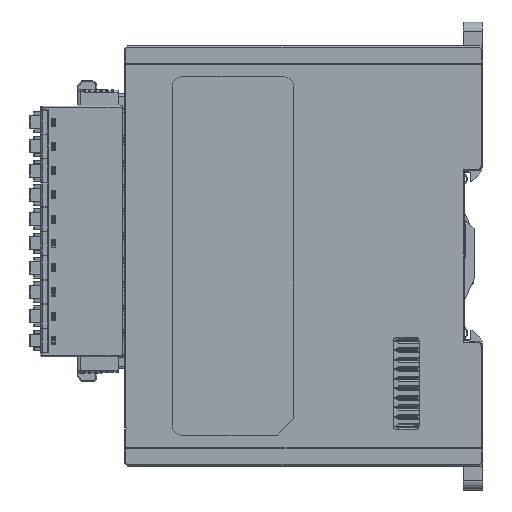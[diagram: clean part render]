
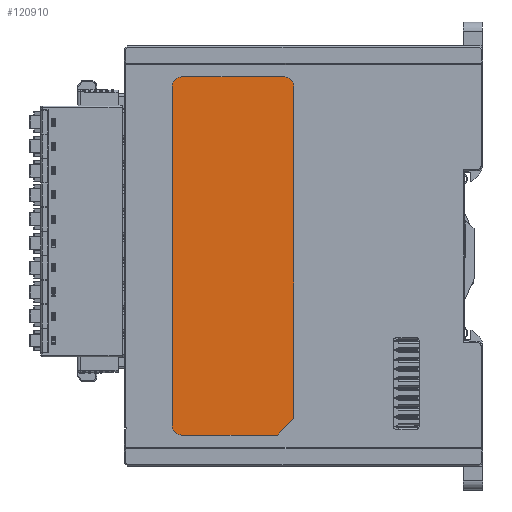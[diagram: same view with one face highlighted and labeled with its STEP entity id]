
A CAD part, left-side view. The second image highlights one B-rep face of the part: STEP entity #120910.
In plain terms, the highlighted planar face has unit normal (-1, 0, 0).
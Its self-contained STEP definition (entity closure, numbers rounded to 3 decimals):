
#2297=CIRCLE('',#127806,2.);
#2298=CIRCLE('',#127809,2.);
#2299=CIRCLE('',#127812,2.);
#6731=VERTEX_POINT('',#168054);
#6732=VERTEX_POINT('',#168055);
#6733=VERTEX_POINT('',#168060);
#6734=VERTEX_POINT('',#168064);
#6735=VERTEX_POINT('',#168068);
#6736=VERTEX_POINT('',#168072);
#6737=VERTEX_POINT('',#168076);
#6738=VERTEX_POINT('',#168078);
#19320=VECTOR('',#138239,1.);
#19324=VECTOR('',#138248,1.);
#19328=VECTOR('',#138257,1.);
#19329=VECTOR('',#138259,1.);
#19330=VECTOR('',#138260,1.);
#34661=LINE('',#168053,#19320);
#34665=LINE('',#168063,#19324);
#34669=LINE('',#168073,#19328);
#34670=LINE('',#168075,#19329);
#34671=LINE('',#168077,#19330);
#50043=EDGE_CURVE('',#6731,#6732,#34661,.T.);
#50046=EDGE_CURVE('',#6732,#6733,#2297,.T.);
#50048=EDGE_CURVE('',#6733,#6734,#34665,.T.);
#50050=EDGE_CURVE('',#6734,#6735,#2298,.T.);
#50053=EDGE_CURVE('',#6735,#6736,#34669,.T.);
#50054=EDGE_CURVE('',#6737,#6736,#34670,.T.);
#50055=EDGE_CURVE('',#6737,#6738,#34671,.T.);
#50056=EDGE_CURVE('',#6738,#6731,#2299,.T.);
#70112=ORIENTED_EDGE('',*,*,#50053,.T.);
#70113=ORIENTED_EDGE('',*,*,#50054,.F.);
#70114=ORIENTED_EDGE('',*,*,#50055,.T.);
#70115=ORIENTED_EDGE('',*,*,#50056,.T.);
#70116=ORIENTED_EDGE('',*,*,#50043,.T.);
#70117=ORIENTED_EDGE('',*,*,#50046,.T.);
#70118=ORIENTED_EDGE('',*,*,#50048,.T.);
#70119=ORIENTED_EDGE('',*,*,#50050,.T.);
#106488=EDGE_LOOP('',(#70112,#70113,#70114,#70115,#70116,#70117,#70118,
#70119));
#113711=FACE_BOUND('',#106488,.T.);
#120910=ADVANCED_FACE('',(#113711),#219334,.T.);
#127806=AXIS2_PLACEMENT_3D('',#168059,#138244,#138245);
#127809=AXIS2_PLACEMENT_3D('',#168067,#138252,#138253);
#127811=AXIS2_PLACEMENT_3D('',#168074,#138258,$);
#127812=AXIS2_PLACEMENT_3D('',#168079,#138261,#138262);
#138239=DIRECTION('',(0.,1.,0.));
#138244=DIRECTION('',(-1.,0.,0.));
#138245=DIRECTION('',(0.,0.,2.));
#138248=DIRECTION('',(0.,0.,-1.));
#138252=DIRECTION('',(-1.,0.,0.));
#138253=DIRECTION('',(0.,2.,0.));
#138257=DIRECTION('',(0.,-1.,0.));
#138258=DIRECTION('',(-1.,0.,0.));
#138259=DIRECTION('',(0.,0.707,-0.707));
#138260=DIRECTION('',(0.,0.,1.));
#138261=DIRECTION('',(-1.,0.,0.));
#138262=DIRECTION('',(0.,-2.,0.));
#168053=CARTESIAN_POINT('',(0.2,-33.5,37.5));
#168054=CARTESIAN_POINT('',(0.2,-33.5,37.5));
#168055=CARTESIAN_POINT('',(0.2,-12.,37.5));
#168059=CARTESIAN_POINT('',(0.2,-12.,35.5));
#168060=CARTESIAN_POINT('',(0.2,-10.,35.5));
#168063=CARTESIAN_POINT('',(0.2,-10.,35.5));
#168064=CARTESIAN_POINT('',(0.2,-10.,-35.5));
#168067=CARTESIAN_POINT('',(0.2,-12.,-35.5));
#168068=CARTESIAN_POINT('',(0.2,-12.,-37.5));
#168072=CARTESIAN_POINT('',(0.2,-32.,-37.5));
#168073=CARTESIAN_POINT('',(0.2,-12.,-37.5));
#168074=CARTESIAN_POINT('',(0.2,0.,0.));
#168075=CARTESIAN_POINT('',(0.2,-35.5,-34.));
#168076=CARTESIAN_POINT('',(0.2,-35.5,-34.));
#168077=CARTESIAN_POINT('',(0.2,-35.5,-34.));
#168078=CARTESIAN_POINT('',(0.2,-35.5,35.5));
#168079=CARTESIAN_POINT('',(0.2,-33.5,35.5));
#219334=PLANE('',#127811);
